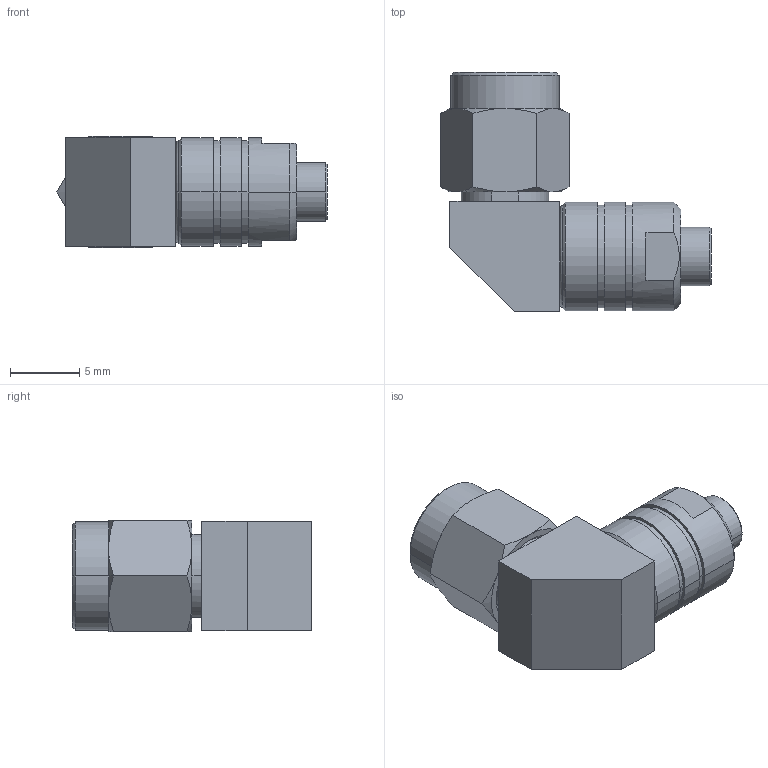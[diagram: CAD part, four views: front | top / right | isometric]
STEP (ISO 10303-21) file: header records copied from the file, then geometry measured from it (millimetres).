
FILE_DESCRIPTION (( 'STEP AP214' ), '1' );
FILE_NAME ('FMCN5329_3D.step', '2025-02-17T17:23:20', ( '' ), ( '' ), 'SwSTEP 2.0', 'SolidWorks 2022', '' );
FILE_SCHEMA (( 'AUTOMOTIVE_DESIGN' ));
Length unit declared in the file: millimetre
Products named in the file (1): FMCN5329_3D
Bounding box: 19.48 x 17.22 x 8 mm (x, y, z)
Volume: 1147.5 mm3; surface area: 1306.8 mm2
Topology: 2 solids, 4 shells, 122 faces, 262 edges, 162 vertices
Faces by surface type: cone 41, plane 41, cylinder 38, torus 2
Entity records: 3489 total; most frequent: CARTESIAN_POINT 734, DIRECTION 612, ORIENTED_EDGE 524, EDGE_CURVE 262, AXIS2_PLACEMENT_3D 254, VERTEX_POINT 162, EDGE_LOOP 138, CIRCLE 131
